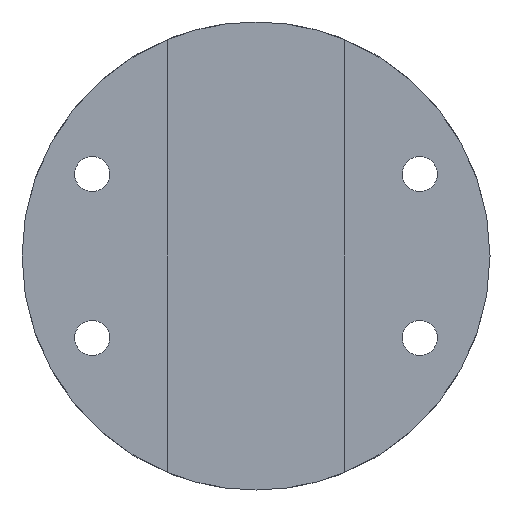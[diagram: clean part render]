
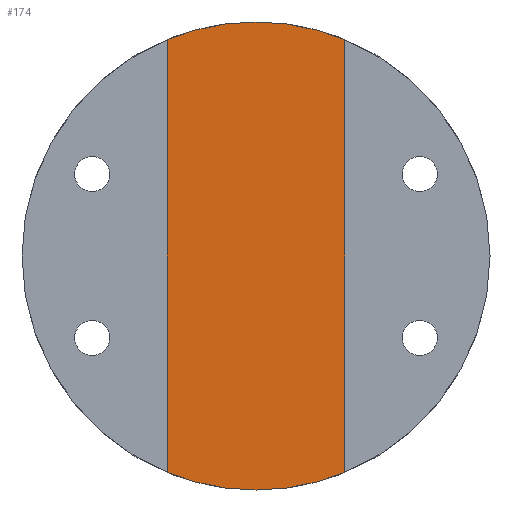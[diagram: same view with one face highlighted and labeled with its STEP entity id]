
A CAD part, front view. The second image highlights one B-rep face of the part: STEP entity #174.
In plain terms, the highlighted planar face has unit normal (0, -1, 0).
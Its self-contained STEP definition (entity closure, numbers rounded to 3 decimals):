
#8 = VERTEX_POINT ( 'NONE', #46 ) ;
#12 = DIRECTION ( 'NONE',  ( 0., -1., 0. ) ) ;
#21 = EDGE_CURVE ( 'NONE', #410, #884, #638, .T. ) ;
#32 = EDGE_CURVE ( 'NONE', #151, #608, #539, .T. ) ;
#46 = CARTESIAN_POINT ( 'NONE',  ( -7.6, 7.5, 18.5 ) ) ;
#62 = DIRECTION ( 'NONE',  ( 0., -1., 0. ) ) ;
#63 = VECTOR ( 'NONE', #152, 1000. ) ;
#102 = ORIENTED_EDGE ( 'NONE', *, *, #453, .T. ) ;
#122 = EDGE_CURVE ( 'NONE', #675, #8, #302, .T. ) ;
#131 = DIRECTION ( 'NONE',  ( 0., 0., -1. ) ) ;
#151 = VERTEX_POINT ( 'NONE', #325 ) ;
#152 = DIRECTION ( 'NONE',  ( 0., 0., -1. ) ) ;
#158 = VECTOR ( 'NONE', #389, 1000. ) ;
#174 = ADVANCED_FACE ( 'NONE', ( #200 ), #330, .T. ) ;
#179 = CARTESIAN_POINT ( 'NONE',  ( 0., 7.5, -20. ) ) ;
#200 = FACE_OUTER_BOUND ( 'NONE', #523, .T. ) ;
#202 = DIRECTION ( 'NONE',  ( 0., 0., -1. ) ) ;
#214 = ORIENTED_EDGE ( 'NONE', *, *, #32, .F. ) ;
#217 = DIRECTION ( 'NONE',  ( 0., 0., -1. ) ) ;
#239 = CARTESIAN_POINT ( 'NONE',  ( 7.6, 7.5, -18.5 ) ) ;
#244 = EDGE_CURVE ( 'NONE', #151, #675, #457, .T. ) ;
#258 = CARTESIAN_POINT ( 'NONE',  ( -7.6, 7.5, 25. ) ) ;
#268 = DIRECTION ( 'NONE',  ( 0., 0., -1. ) ) ;
#302 = CIRCLE ( 'NONE', #811, 20. ) ;
#325 = CARTESIAN_POINT ( 'NONE',  ( 7.6, 7.5, 18.5 ) ) ;
#330 = PLANE ( 'NONE',  #622 ) ;
#339 = EDGE_CURVE ( 'NONE', #884, #608, #513, .T. ) ;
#389 = DIRECTION ( 'NONE',  ( 0., 0., -1. ) ) ;
#410 = VERTEX_POINT ( 'NONE', #770 ) ;
#422 = CARTESIAN_POINT ( 'NONE',  ( -7.6, 7.5, 25. ) ) ;
#432 = AXIS2_PLACEMENT_3D ( 'NONE', #640, #698, #217 ) ;
#442 = ORIENTED_EDGE ( 'NONE', *, *, #21, .T. ) ;
#453 = EDGE_CURVE ( 'NONE', #8, #410, #861, .T. ) ;
#457 = CIRCLE ( 'NONE', #828, 20. ) ;
#486 = ORIENTED_EDGE ( 'NONE', *, *, #244, .T. ) ;
#513 = CIRCLE ( 'NONE', #432, 20. ) ;
#521 = CARTESIAN_POINT ( 'NONE',  ( 0., 7.5, 0. ) ) ;
#523 = EDGE_LOOP ( 'NONE', ( #486, #570, #102, #442, #590, #214 ) ) ;
#525 = DIRECTION ( 'NONE',  ( 0., -1., 0. ) ) ;
#539 = LINE ( 'NONE', #599, #158 ) ;
#544 = DIRECTION ( 'NONE',  ( 0., -1., 0. ) ) ;
#570 = ORIENTED_EDGE ( 'NONE', *, *, #122, .T. ) ;
#590 = ORIENTED_EDGE ( 'NONE', *, *, #339, .T. ) ;
#599 = CARTESIAN_POINT ( 'NONE',  ( 7.6, 7.5, 25. ) ) ;
#608 = VERTEX_POINT ( 'NONE', #239 ) ;
#622 = AXIS2_PLACEMENT_3D ( 'NONE', #258, #544, #202 ) ;
#638 = CIRCLE ( 'NONE', #672, 20. ) ;
#640 = CARTESIAN_POINT ( 'NONE',  ( 0., 7.5, 0. ) ) ;
#672 = AXIS2_PLACEMENT_3D ( 'NONE', #521, #525, #873 ) ;
#675 = VERTEX_POINT ( 'NONE', #876 ) ;
#698 = DIRECTION ( 'NONE',  ( 0., -1., 0. ) ) ;
#748 = CARTESIAN_POINT ( 'NONE',  ( 0., 7.5, 0. ) ) ;
#770 = CARTESIAN_POINT ( 'NONE',  ( -7.6, 7.5, -18.5 ) ) ;
#811 = AXIS2_PLACEMENT_3D ( 'NONE', #748, #62, #131 ) ;
#828 = AXIS2_PLACEMENT_3D ( 'NONE', #834, #12, #268 ) ;
#834 = CARTESIAN_POINT ( 'NONE',  ( 0., 7.5, 0. ) ) ;
#861 = LINE ( 'NONE', #422, #63 ) ;
#873 = DIRECTION ( 'NONE',  ( 0., 0., -1. ) ) ;
#876 = CARTESIAN_POINT ( 'NONE',  ( 0., 7.5, 20. ) ) ;
#884 = VERTEX_POINT ( 'NONE', #179 ) ;
